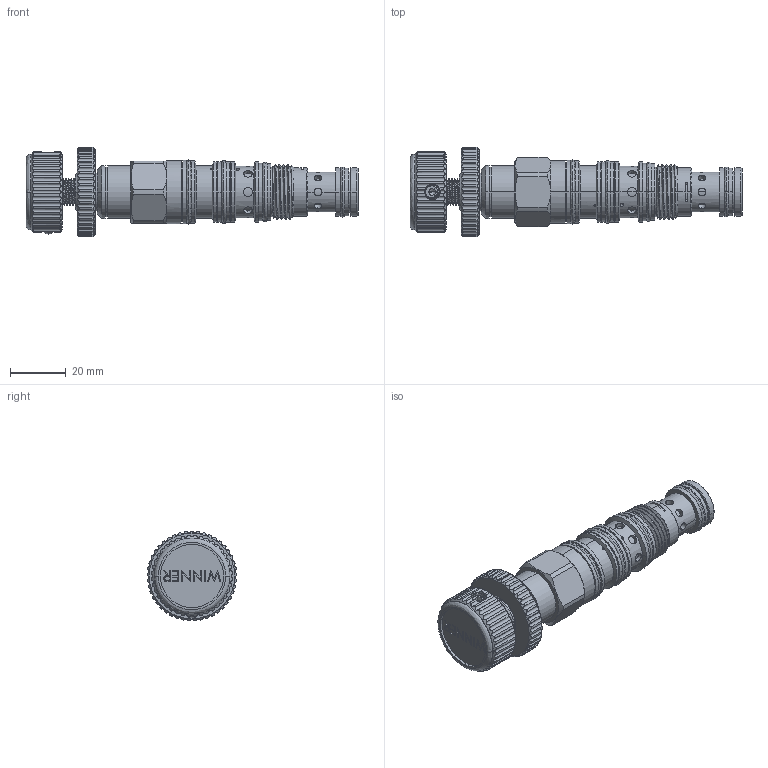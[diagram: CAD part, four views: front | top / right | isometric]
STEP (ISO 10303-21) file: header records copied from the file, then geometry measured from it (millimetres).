
FILE_DESCRIPTION (( 'STEP AP203' ), '1' );
FILE_NAME ('PV21A40-K.STEP', '2016-07-27T06:53:28', ( '' ), ( '' ), 'SwSTEP 2.0', 'SolidWorks 2012', '' );
FILE_SCHEMA (( 'CONFIG_CONTROL_DESIGN' ));
Products named in the file (1): PV21A40-K
Bounding box: 119.01 x 32.2 x 32.18 mm (x, y, z)
Surface area: 20407.1 mm2 (no closed solid volume)
Topology: 0 solids, 22 shells, 910 faces, 2407 edges, 1554 vertices
Faces by surface type: cylinder 517, plane 215, cone 94, bspline 84
Entity records: 48618 total; most frequent: CARTESIAN_POINT 27299, ORIENTED_EDGE 4761, DIRECTION 4076, EDGE_CURVE 2383, AXIS2_PLACEMENT_3D 1585, VERTEX_POINT 1554, EDGE_LOOP 991, ADVANCED_FACE 910
